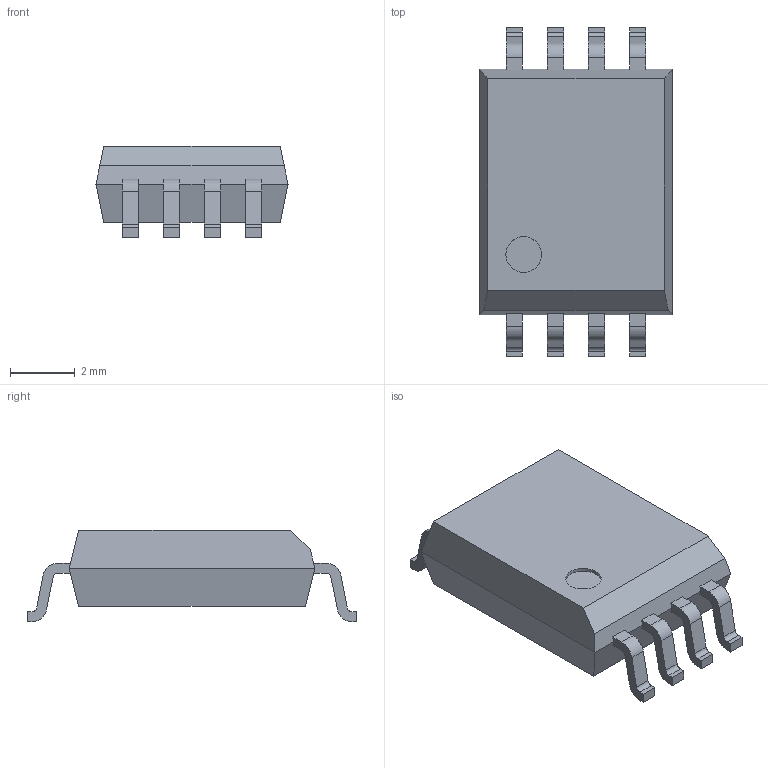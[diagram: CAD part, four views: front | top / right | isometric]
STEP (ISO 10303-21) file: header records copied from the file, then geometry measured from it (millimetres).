
FILE_DESCRIPTION(/* description */ ('STEP AP242','CAx-IF Rec.Pracs.---Representation and Presentation of Product Manufacturing Information (PMI)---4.0---2014-10-13','CAx-IF Rec.Pracs.---3D Tessellated Geometry---0.4---2014-09-14','2;1'),/* implementation_level */ '2;1');
FILE_NAME(/* name */ '625762b2ad03c6449c74d134',/* time_stamp */ '2022-04-13T23:54:27+00:00',/* author */ (''),/* organization */ (''),/* preprocessor_version */ 'ST-DEVELOPER v18.101',/* originating_system */ ' ',/* authorisation */ ' ');
FILE_SCHEMA (('AP242_MANAGED_MODEL_BASED_3D_ENGINEERING_MIM_LF { 1 0 10303 442 1 1 4 }'));
Length unit declared in the file: metre
Products named in the file (3): Assembly 1; Part 1
Assembly tree (9 placements, depth 2):
  Assembly 1
    Part 1  x8
    Part 1
Bounding box: 5.93 x 10.19 x 2.83 mm (x, y, z)
Volume: 99.7 mm3; surface area: 171.4 mm2
Topology: 9 solids, 9 shells, 133 faces, 338 edges, 224 vertices
Faces by surface type: plane 100, cylinder 33
Full cylindrical faces by diameter (mm): 1.1 x1
Entity records: 921 total; most frequent: DIRECTION 150, CARTESIAN_POINT 144, ORIENTED_EDGE 128, EDGE_CURVE 64, LINE 54, VECTOR 54, AXIS2_PLACEMENT_3D 48, VERTEX_POINT 42
